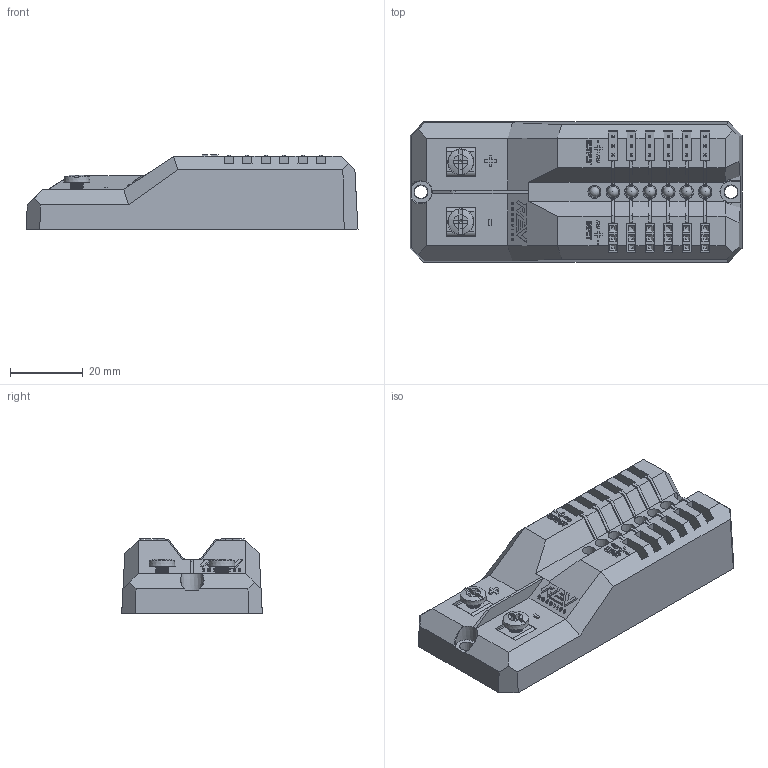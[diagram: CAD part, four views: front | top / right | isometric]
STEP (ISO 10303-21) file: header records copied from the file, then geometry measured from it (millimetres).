
FILE_DESCRIPTION(/* description */ (''),/* implementation_level */ '2;1');
FILE_NAME(/* name */ 'REV-11-1144.stp',/* time_stamp */ '2019-12-09T16:16:11-08:00',/* author */ ('Phillips Lenovo'),/* organization */ ('Autodesk Inc.'),/* preprocessor_version */ 'ST-DEVELOPER v18',/* originating_system */ 'Autodesk Inventor 2020',/* authorisation */ '');
FILE_SCHEMA (('AUTOMOTIVE_DESIGN { 1 0 10303 214 3 1 1 }'));
Products named in the file (11): REV-11-1144; RRSRVPUBD0Heightspcb; ScrewTerminalAssembly; ScrewTerminalBase; ScrewTerminalScrew; Header-Female-1x3-PPTC031LFBN-RC; Header-Male-11x3-EveryOtherNoPop; XLxx37; XLxxxx34x; top_shell; cover
Assembly tree (21 placements, depth 3):
  REV-11-1144
    RRSRVPUBD0Heightspcb
    ScrewTerminalAssembly  x2
      ScrewTerminalBase
      ScrewTerminalScrew
    Header-Female-1x3-PPTC031LFBN-RC  x6
    Header-Male-11x3-EveryOtherNoPop
    XLxx37
    XLxxxx34x  x6
    top_shell
    cover
Bounding box: 91.44 x 38.73 x 20.6 mm (x, y, z)
Volume: 22909.1 mm3; surface area: 38414.4 mm2
Topology: 21 solids, 21 shells, 2080 faces, 5591 edges, 3680 vertices
Faces by surface type: plane 1708, cylinder 181, bspline 119, cone 61, sphere 7, torus 4
Full cylindrical faces by diameter (mm): 0.889 x20, 0.991 x41, 1.587 x2, 1.588 x6, 1.85 x8, 2.009 x4, 3 x6, 3.2 x1, 3.251 x30, 3.505 x4, 3.683 x8, 5.131 x2
Entity records: 55892 total; most frequent: CARTESIAN_POINT 15451, ORIENTED_EDGE 8490, DIRECTION 7557, EDGE_CURVE 4245, LINE 3235, VECTOR 3235, VERTEX_POINT 2805, AXIS2_PLACEMENT_3D 2161
